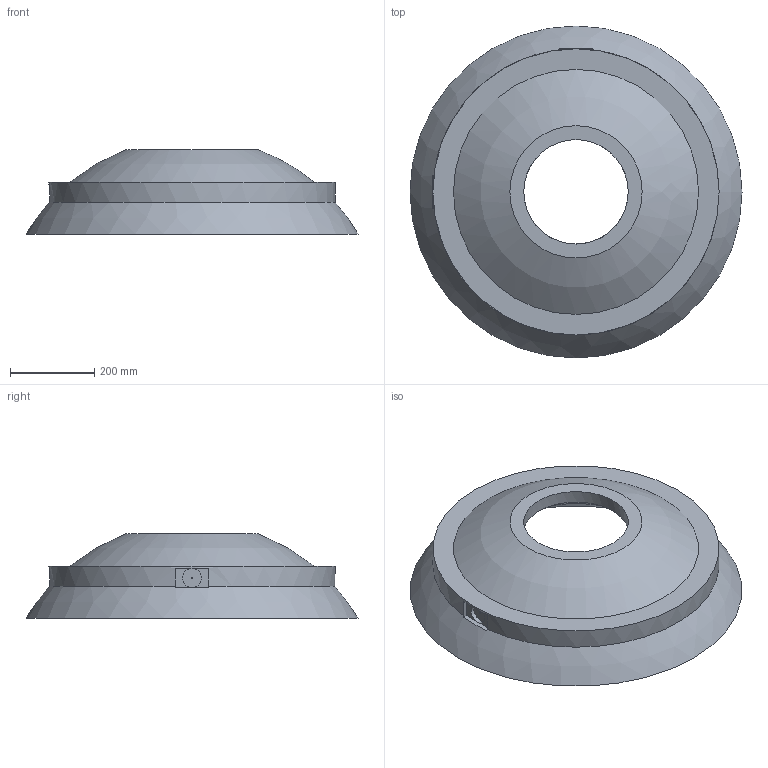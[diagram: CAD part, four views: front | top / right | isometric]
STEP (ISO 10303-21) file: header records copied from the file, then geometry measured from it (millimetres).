
FILE_DESCRIPTION(('produced by SPATIAL CORP'),'2;1');
FILE_NAME( 'inner_mallocta.hh.sat.stp','2002-04-22T10:02:35+00:00',('SPATIAL CORP'), ('SPATIAL CORP'),'ACIS STEP Husk','http://www.spatial.com', 'SPATIAL CORP');
FILE_SCHEMA(('CONFIG_CONTROL_DESIGN'));
Length unit declared in the file: millimetre
Products named in the file (1): PRODUCT_ID_1
Bounding box: 788.29 x 788.29 x 199.61 mm (x, y, z)
Volume: 23026366.7 mm3; surface area: 1281395.4 mm2
Topology: 1 solids, 1 shells, 38 faces, 90 edges, 58 vertices
Faces by surface type: plane 22, cylinder 12, sphere 4
Full cylindrical faces by diameter (mm): 3.937 x2, 40.945 x2, 44.882 x2, 66.929 x2, 248.031 x1, 679.528 x1
Entity records: 1999 total; most frequent: CARTESIAN_POINT 1114, DIRECTION 176, ORIENTED_EDGE 136, AXIS2_PLACEMENT_3D 76, EDGE_CURVE 68, EDGE_LOOP 60, FACE_BOUND 60, VERTEX_POINT 48
